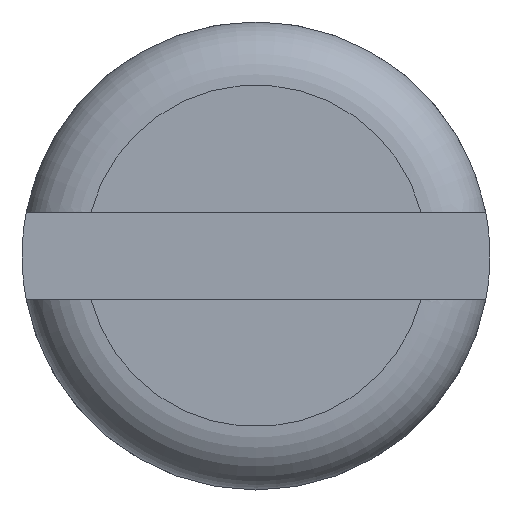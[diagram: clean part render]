
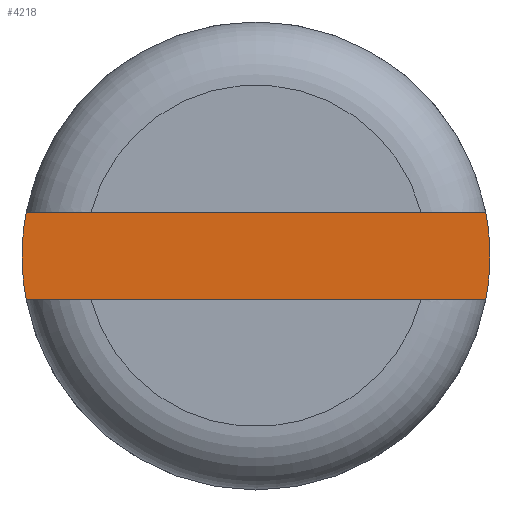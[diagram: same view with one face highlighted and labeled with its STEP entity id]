
A CAD part, top view. The second image highlights one B-rep face of the part: STEP entity #4218.
In plain terms, the highlighted planar face has unit normal (0, 0, 1).
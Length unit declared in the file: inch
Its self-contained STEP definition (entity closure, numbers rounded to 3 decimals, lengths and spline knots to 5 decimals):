
#39 = DIRECTION ( 'NONE',  ( -1., 0., 0. ) ) ;
#388 = CARTESIAN_POINT ( 'NONE',  ( -0.0835, -0.01563, 0.375 ) ) ;
#403 = CARTESIAN_POINT ( 'NONE',  ( 0.0835, 0., 0.375 ) ) ;
#781 = CARTESIAN_POINT ( 'NONE',  ( 0.08203, -0.01563, 0.375 ) ) ;
#857 = EDGE_CURVE ( 'NONE', #5355, #4437, #3892, .T. ) ;
#978 = CARTESIAN_POINT ( 'NONE',  ( -0.0835, -0.01563, 0.375 ) ) ;
#1135 = EDGE_CURVE ( 'NONE', #4437, #1387, #8536, .T. ) ;
#1175 = EDGE_LOOP ( 'NONE', ( #6306, #8163, #8449, #3806, #6491, #6902 ) ) ;
#1387 = VERTEX_POINT ( 'NONE', #403 ) ;
#1711 = AXIS2_PLACEMENT_3D ( 'NONE', #4813, #2769, #2144 ) ;
#1724 = AXIS2_PLACEMENT_3D ( 'NONE', #6515, #6709, #39 ) ;
#1842 = VERTEX_POINT ( 'NONE', #3674 ) ;
#1907 = VECTOR ( 'NONE', #7642, 39.37008 ) ;
#2030 = EDGE_CURVE ( 'NONE', #1842, #7629, #2304, .T. ) ;
#2106 = CARTESIAN_POINT ( 'NONE',  ( 0.08203, 0.01563, 0.375 ) ) ;
#2144 = DIRECTION ( 'NONE',  ( -1., 0., 0. ) ) ;
#2304 = LINE ( 'NONE', #978, #1907 ) ;
#2465 = VERTEX_POINT ( 'NONE', #5025 ) ;
#2597 = DIRECTION ( 'NONE',  ( 0., 0., -1. ) ) ;
#2621 = CIRCLE ( 'NONE', #1711, 0.0835 ) ;
#2769 = DIRECTION ( 'NONE',  ( 0., 0., -1. ) ) ;
#3014 = FACE_OUTER_BOUND ( 'NONE', #1175, .T. ) ;
#3130 = DIRECTION ( 'NONE',  ( 1., 0., 0. ) ) ;
#3160 = CARTESIAN_POINT ( 'NONE',  ( -0.0835, 0.01563, 0.375 ) ) ;
#3401 = AXIS2_PLACEMENT_3D ( 'NONE', #388, #5032, #5122 ) ;
#3500 = CARTESIAN_POINT ( 'NONE',  ( -0.08203, 0.01563, 0.375 ) ) ;
#3529 = CARTESIAN_POINT ( 'NONE',  ( 0., 0., 0.375 ) ) ;
#3674 = CARTESIAN_POINT ( 'NONE',  ( -0.08203, -0.01563, 0.375 ) ) ;
#3806 = ORIENTED_EDGE ( 'NONE', *, *, #2030, .T. ) ;
#3839 = CIRCLE ( 'NONE', #7300, 0.0835 ) ;
#3892 = LINE ( 'NONE', #3160, #5241 ) ;
#4055 = EDGE_CURVE ( 'NONE', #1842, #2465, #2621, .T. ) ;
#4218 = ADVANCED_FACE ( 'NONE', ( #3014 ), #6396, .F. ) ;
#4437 = VERTEX_POINT ( 'NONE', #2106 ) ;
#4813 = CARTESIAN_POINT ( 'NONE',  ( 0., 0., 0.375 ) ) ;
#5025 = CARTESIAN_POINT ( 'NONE',  ( -0.0835, 0., 0.375 ) ) ;
#5032 = DIRECTION ( 'NONE',  ( 0., 0., -1. ) ) ;
#5122 = DIRECTION ( 'NONE',  ( -1., 0., 0. ) ) ;
#5241 = VECTOR ( 'NONE', #3130, 39.37008 ) ;
#5355 = VERTEX_POINT ( 'NONE', #3500 ) ;
#6221 = DIRECTION ( 'NONE',  ( 0., 0., -1. ) ) ;
#6306 = ORIENTED_EDGE ( 'NONE', *, *, #857, .F. ) ;
#6396 = PLANE ( 'NONE',  #3401 ) ;
#6472 = DIRECTION ( 'NONE',  ( -1., 0., 0. ) ) ;
#6491 = ORIENTED_EDGE ( 'NONE', *, *, #7409, .F. ) ;
#6515 = CARTESIAN_POINT ( 'NONE',  ( 0., 0., 0.375 ) ) ;
#6709 = DIRECTION ( 'NONE',  ( 0., 0., -1. ) ) ;
#6875 = DIRECTION ( 'NONE',  ( -1., 0., 0. ) ) ;
#6902 = ORIENTED_EDGE ( 'NONE', *, *, #1135, .F. ) ;
#7300 = AXIS2_PLACEMENT_3D ( 'NONE', #8590, #2597, #6472 ) ;
#7409 = EDGE_CURVE ( 'NONE', #1387, #7629, #3839, .T. ) ;
#7500 = AXIS2_PLACEMENT_3D ( 'NONE', #3529, #6221, #6875 ) ;
#7629 = VERTEX_POINT ( 'NONE', #781 ) ;
#7642 = DIRECTION ( 'NONE',  ( 1., 0., 0. ) ) ;
#7876 = CIRCLE ( 'NONE', #1724, 0.0835 ) ;
#7978 = EDGE_CURVE ( 'NONE', #2465, #5355, #7876, .T. ) ;
#8163 = ORIENTED_EDGE ( 'NONE', *, *, #7978, .F. ) ;
#8449 = ORIENTED_EDGE ( 'NONE', *, *, #4055, .F. ) ;
#8536 = CIRCLE ( 'NONE', #7500, 0.0835 ) ;
#8590 = CARTESIAN_POINT ( 'NONE',  ( 0., 0., 0.375 ) ) ;
